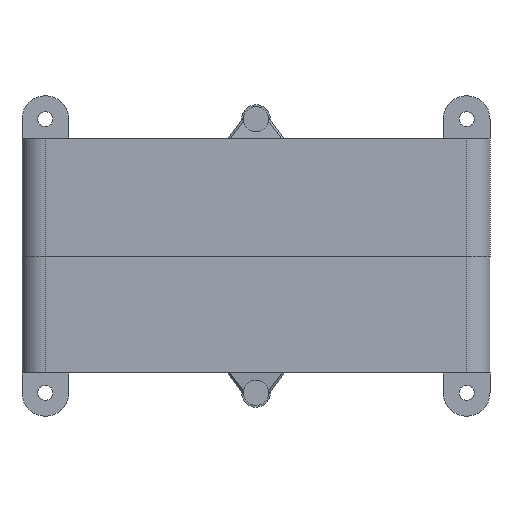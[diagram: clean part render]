
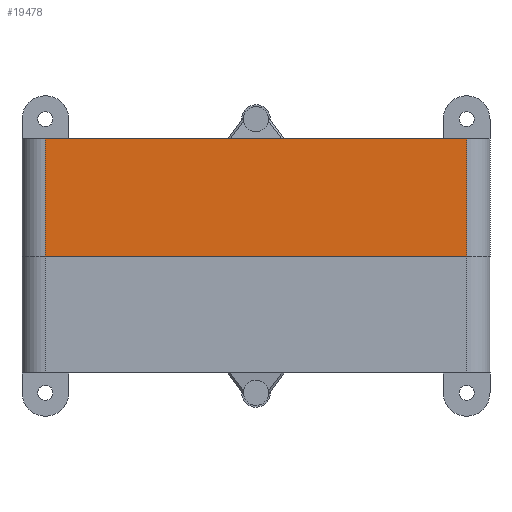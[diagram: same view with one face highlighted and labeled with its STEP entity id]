
A CAD part, front view. The second image highlights one B-rep face of the part: STEP entity #19478.
In plain terms, the highlighted planar face has unit normal (0, -1, 0).
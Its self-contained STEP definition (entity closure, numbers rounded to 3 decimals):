
#1348=PLANE('',#20823);
#2011=FACE_OUTER_BOUND('',#3153,.T.);
#3153=EDGE_LOOP('',(#13852,#13853,#13854,#13855));
#4476=LINE('',#27801,#6465);
#4519=LINE('',#27926,#6508);
#4520=LINE('',#27928,#6509);
#4521=LINE('',#27929,#6510);
#6465=VECTOR('',#22194,117.);
#6508=VECTOR('',#22281,32.5);
#6509=VECTOR('',#22282,117.);
#6510=VECTOR('',#22283,32.5);
#8798=VERTEX_POINT('',#27798);
#8799=VERTEX_POINT('',#27800);
#8859=VERTEX_POINT('',#27925);
#8860=VERTEX_POINT('',#27927);
#10770=EDGE_CURVE('',#8799,#8798,#4476,.T.);
#10833=EDGE_CURVE('',#8798,#8859,#4519,.F.);
#10834=EDGE_CURVE('',#8860,#8859,#4520,.T.);
#10835=EDGE_CURVE('',#8860,#8799,#4521,.T.);
#13852=ORIENTED_EDGE('',*,*,#10770,.T.);
#13853=ORIENTED_EDGE('',*,*,#10833,.T.);
#13854=ORIENTED_EDGE('',*,*,#10834,.F.);
#13855=ORIENTED_EDGE('',*,*,#10835,.T.);
#19478=ADVANCED_FACE('',(#2011),#1348,.F.);
#20823=AXIS2_PLACEMENT_3D('',#27924,#22279,#22280);
#22194=DIRECTION('',(1.,0.,0.));
#22279=DIRECTION('center_axis',(0.,1.,0.));
#22280=DIRECTION('ref_axis',(0.,0.,1.));
#22281=DIRECTION('',(0.,0.,-1.));
#22282=DIRECTION('',(1.,0.,0.));
#22283=DIRECTION('',(0.,0.,-1.));
#27798=CARTESIAN_POINT('',(58.5,0.,0.));
#27800=CARTESIAN_POINT('',(-58.5,0.,0.));
#27801=CARTESIAN_POINT('',(-58.5,0.,0.));
#27924=CARTESIAN_POINT('Origin',(65.,0.,32.5));
#27925=CARTESIAN_POINT('',(58.5,0.,32.5));
#27926=CARTESIAN_POINT('',(58.5,0.,32.5));
#27927=CARTESIAN_POINT('',(-58.5,0.,32.5));
#27928=CARTESIAN_POINT('',(-58.5,0.,32.5));
#27929=CARTESIAN_POINT('',(-58.5,0.,32.5));
